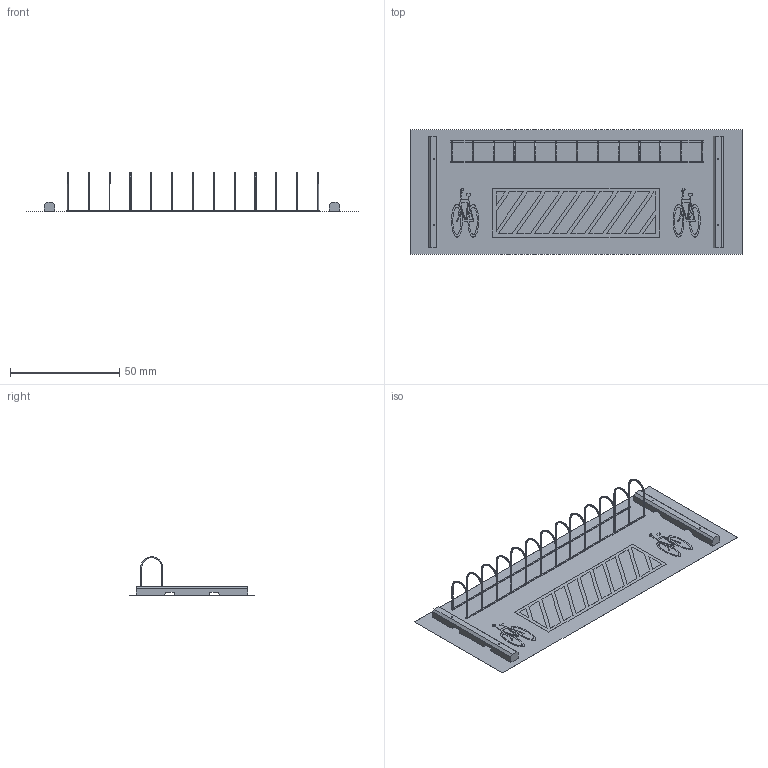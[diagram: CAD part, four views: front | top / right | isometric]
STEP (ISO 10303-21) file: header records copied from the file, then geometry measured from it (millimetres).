
FILE_DESCRIPTION(/* description */ (''),/* implementation_level */ '2;1');
FILE_NAME(/* name */ 'scale bike corral',/* time_stamp */ '2025-05-07T21:25:40-04:00',/* author */ (''),/* organization */ (''),/* preprocessor_version */ 'ST-DEVELOPER v19.2',/* originating_system */ 'Rhino 8.18',/* authorisation */ '');
FILE_SCHEMA (('CONFIG_CONTROL_DESIGN'));
Length unit declared in the file: inch
Products named in the file (1): Document
Bounding box: 151.82 x 57.15 x 17.74 mm (x, y, z)
Volume: 2164 mm3; surface area: 22069.1 mm2
Topology: 9 solids, 9 shells, 351 faces, 921 edges, 594 vertices
Faces by surface type: plane 181, cylinder 118, bspline 52
Entity records: 12809 total; most frequent: CARTESIAN_POINT 5569, ORIENTED_EDGE 1842, EDGE_CURVE 921, DIRECTION 775, VERTEX_POINT 594, AXIS2_PLACEMENT_3D 537, B_SPLINE_CURVE_WITH_KNOTS 477, EDGE_LOOP 431
